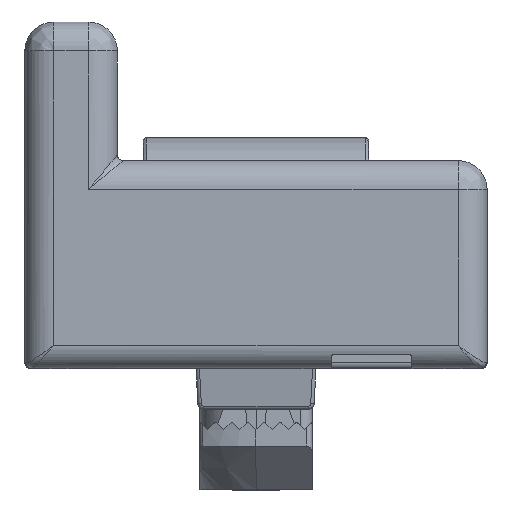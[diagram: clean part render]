
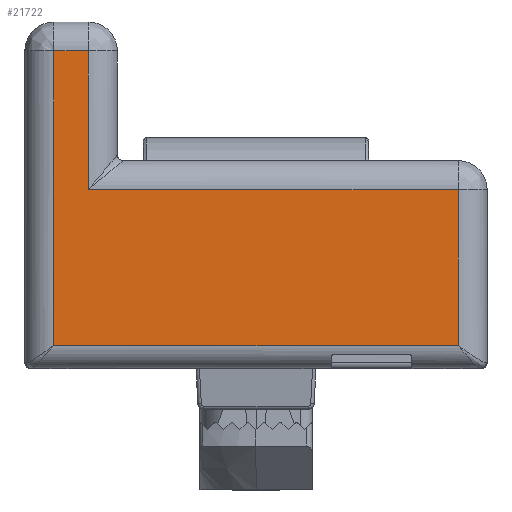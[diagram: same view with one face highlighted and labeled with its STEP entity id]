
A CAD part, left-side view. The second image highlights one B-rep face of the part: STEP entity #21722.
In plain terms, the highlighted planar face has unit normal (-1, 0, 0).
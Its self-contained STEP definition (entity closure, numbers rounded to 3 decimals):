
#59 = EDGE_CURVE ( 'NONE', #29413, #32897, #24359, .T. ) ;
#126 = DIRECTION ( 'NONE',  ( 0., 0., -1. ) ) ;
#1755 = EDGE_CURVE ( 'NONE', #9138, #16662, #23018, .T. ) ;
#1933 = VECTOR ( 'NONE', #36902, 1000. ) ;
#2337 = CARTESIAN_POINT ( 'NONE',  ( -40., 17.5, 0. ) ) ;
#2389 = VECTOR ( 'NONE', #3391, 1000. ) ;
#2956 = DIRECTION ( 'NONE',  ( 0., -1., 0. ) ) ;
#3362 = VECTOR ( 'NONE', #126, 1000. ) ;
#3391 = DIRECTION ( 'NONE',  ( 0., 0., -1. ) ) ;
#3463 = CARTESIAN_POINT ( 'NONE',  ( -40., 14.5, 25.5 ) ) ;
#3743 = VECTOR ( 'NONE', #23735, 1000. ) ;
#4214 = EDGE_CURVE ( 'NONE', #32897, #26962, #33145, .T. ) ;
#5821 = EDGE_LOOP ( 'NONE', ( #18152, #34131, #5951, #41034, #36075, #25294 ) ) ;
#5951 = ORIENTED_EDGE ( 'NONE', *, *, #7908, .F. ) ;
#6179 = LINE ( 'NONE', #15990, #3362 ) ;
#6417 = DIRECTION ( 'NONE',  ( 1., 0., 0. ) ) ;
#7320 = AXIS2_PLACEMENT_3D ( 'NONE', #22292, #6417, #37961 ) ;
#7908 = EDGE_CURVE ( 'NONE', #26962, #17021, #6179, .T. ) ;
#8133 = EDGE_CURVE ( 'NONE', #16662, #29413, #27660, .T. ) ;
#9138 = VERTEX_POINT ( 'NONE', #31329 ) ;
#9284 = CARTESIAN_POINT ( 'NONE',  ( -40., 17.5, 25.5 ) ) ;
#13346 = CARTESIAN_POINT ( 'NONE',  ( -40., 14.5, 13.5 ) ) ;
#13964 = CARTESIAN_POINT ( 'NONE',  ( -40., -20., 13.5 ) ) ;
#14145 = CARTESIAN_POINT ( 'NONE',  ( -40., -20., 25.5 ) ) ;
#15026 = VECTOR ( 'NONE', #2956, 1000. ) ;
#15990 = CARTESIAN_POINT ( 'NONE',  ( -40., 14.5, 16. ) ) ;
#16250 = PLANE ( 'NONE',  #7320 ) ;
#16329 = CARTESIAN_POINT ( 'NONE',  ( -40., -17.5, 0. ) ) ;
#16662 = VERTEX_POINT ( 'NONE', #16329 ) ;
#17021 = VERTEX_POINT ( 'NONE', #13346 ) ;
#18152 = ORIENTED_EDGE ( 'NONE', *, *, #1755, .F. ) ;
#21722 = ADVANCED_FACE ( 'NONE', ( #38381 ), #16250, .F. ) ;
#22292 = CARTESIAN_POINT ( 'NONE',  ( -40., -20., 16. ) ) ;
#23018 = LINE ( 'NONE', #32433, #2389 ) ;
#23735 = DIRECTION ( 'NONE',  ( 0., 0., 1. ) ) ;
#24359 = LINE ( 'NONE', #40033, #3743 ) ;
#25294 = ORIENTED_EDGE ( 'NONE', *, *, #8133, .F. ) ;
#26962 = VERTEX_POINT ( 'NONE', #3463 ) ;
#27410 = VECTOR ( 'NONE', #40407, 1000. ) ;
#27456 = CARTESIAN_POINT ( 'NONE',  ( -40., -20., 0. ) ) ;
#27660 = LINE ( 'NONE', #27456, #27410 ) ;
#29413 = VERTEX_POINT ( 'NONE', #2337 ) ;
#31329 = CARTESIAN_POINT ( 'NONE',  ( -40., -17.5, 13.5 ) ) ;
#32316 = EDGE_CURVE ( 'NONE', #17021, #9138, #32984, .T. ) ;
#32433 = CARTESIAN_POINT ( 'NONE',  ( -40., -17.5, 16. ) ) ;
#32897 = VERTEX_POINT ( 'NONE', #9284 ) ;
#32984 = LINE ( 'NONE', #13964, #15026 ) ;
#33145 = LINE ( 'NONE', #14145, #1933 ) ;
#34131 = ORIENTED_EDGE ( 'NONE', *, *, #32316, .F. ) ;
#36075 = ORIENTED_EDGE ( 'NONE', *, *, #59, .F. ) ;
#36902 = DIRECTION ( 'NONE',  ( 0., -1., 0. ) ) ;
#37961 = DIRECTION ( 'NONE',  ( 0., 1., 0. ) ) ;
#38381 = FACE_OUTER_BOUND ( 'NONE', #5821, .T. ) ;
#40033 = CARTESIAN_POINT ( 'NONE',  ( -40., 17.5, 16. ) ) ;
#40407 = DIRECTION ( 'NONE',  ( 0., 1., 0. ) ) ;
#41034 = ORIENTED_EDGE ( 'NONE', *, *, #4214, .F. ) ;
